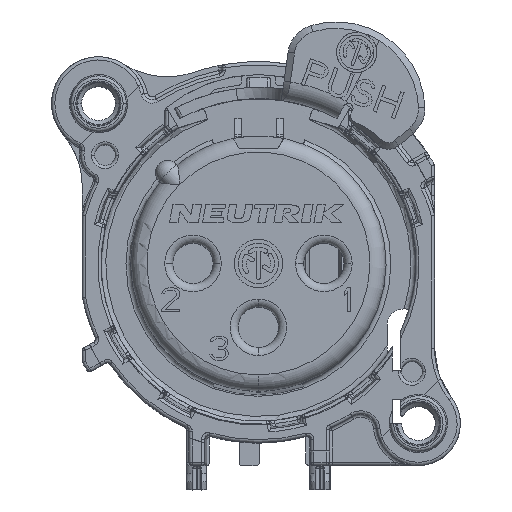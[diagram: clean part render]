
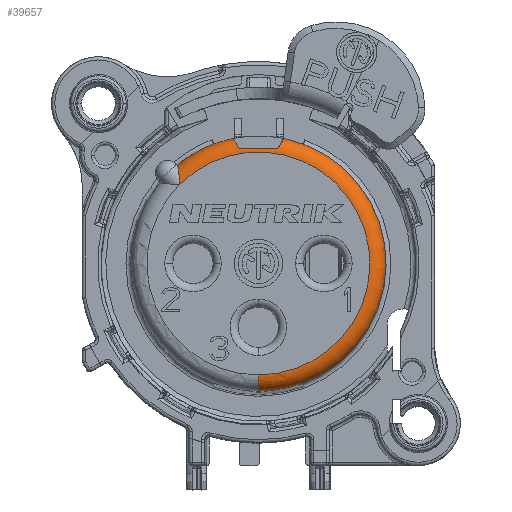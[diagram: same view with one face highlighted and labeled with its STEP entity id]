
A CAD part, top view. The second image highlights one B-rep face of the part: STEP entity #39657.
In plain terms, the highlighted toroidal (fillet/blend) face has major radius 6.9 mm and minor radius 1 mm.
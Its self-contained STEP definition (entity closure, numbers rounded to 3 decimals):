
#9142=CARTESIAN_POINT('',(0.,0.,2.7));
#9143=DIRECTION('',(0.,0.,-1.));
#9144=DIRECTION('',(0.199,0.98,0.));
#9145=AXIS2_PLACEMENT_3D('',#9142,#9143,#9144);
#9160=CARTESIAN_POINT('',(0.,0.,2.7));
#9161=DIRECTION('',(0.,0.,1.));
#9162=DIRECTION('',(-0.199,0.98,0.));
#9163=AXIS2_PLACEMENT_3D('',#9160,#9161,#9162);
#9295=CARTESIAN_POINT('',(0.,-6.9,2.7));
#9296=DIRECTION('',(1.,0.,0.));
#9297=DIRECTION('',(0.,0.,1.));
#9298=AXIS2_PLACEMENT_3D('',#9295,#9296,#9297);
#9300=CARTESIAN_POINT('',(0.,0.,3.7));
#9301=DIRECTION('',(0.,0.,1.));
#9302=DIRECTION('',(0.,-1.,0.));
#9303=AXIS2_PLACEMENT_3D('',#9300,#9301,#9302);
#9305=CARTESIAN_POINT('',(-4.879,4.879,3.7));
#9306=CARTESIAN_POINT('',(-4.887,4.99,3.7));
#9307=CARTESIAN_POINT('',(-4.901,5.202,3.679));
#9308=CARTESIAN_POINT('',(-4.918,5.484,3.595));
#9309=CARTESIAN_POINT('',(-4.935,5.714,3.471));
#9310=CARTESIAN_POINT('',(-4.953,5.895,3.313));
#9311=CARTESIAN_POINT('',(-4.978,6.019,3.129));
#9312=CARTESIAN_POINT('',(-4.997,6.058,3.009));
#9313=CARTESIAN_POINT('',(-5.008,6.069,2.95));
#9315=CARTESIAN_POINT('',(-5.008,6.069,2.95));
#9316=CARTESIAN_POINT('',(-5.016,6.076,2.909));
#9317=CARTESIAN_POINT('',(-5.027,6.087,2.826));
#9318=CARTESIAN_POINT('',(-5.031,6.091,2.742));
#9319=CARTESIAN_POINT('',(-5.031,6.091,2.7));
#9321=CARTESIAN_POINT('',(-1.2,7.1,3.654));
#9322=CARTESIAN_POINT('',(-1.244,7.176,3.628));
#9323=CARTESIAN_POINT('',(-1.324,7.315,3.558));
#9324=CARTESIAN_POINT('',(-1.429,7.497,3.397));
#9325=CARTESIAN_POINT('',(-1.51,7.637,3.191));
#9326=CARTESIAN_POINT('',(-1.561,7.725,2.944));
#9327=CARTESIAN_POINT('',(-1.571,7.742,2.782));
#9328=CARTESIAN_POINT('',(-1.571,7.742,2.7));
#9330=CARTESIAN_POINT('',(-1.2,7.1,3.654));
#9331=CARTESIAN_POINT('',(-0.94,7.1,3.667));
#9332=CARTESIAN_POINT('',(-0.415,7.1,3.681));
#9333=CARTESIAN_POINT('',(0.415,7.1,3.681));
#9334=CARTESIAN_POINT('',(0.94,7.1,3.667));
#9335=CARTESIAN_POINT('',(1.2,7.1,3.654));
#9337=CARTESIAN_POINT('',(1.571,7.742,2.7));
#9338=CARTESIAN_POINT('',(1.571,7.742,2.782));
#9339=CARTESIAN_POINT('',(1.561,7.725,2.943));
#9340=CARTESIAN_POINT('',(1.51,7.636,3.191));
#9341=CARTESIAN_POINT('',(1.43,7.498,3.396));
#9342=CARTESIAN_POINT('',(1.324,7.315,3.558));
#9343=CARTESIAN_POINT('',(1.244,7.176,3.628));
#9344=CARTESIAN_POINT('',(1.2,7.1,3.654));
#9346=CARTESIAN_POINT('',(0.,0.,2.7));
#9347=DIRECTION('',(0.,0.,1.));
#9348=DIRECTION('',(0.,-1.,0.));
#9349=AXIS2_PLACEMENT_3D('',#9346,#9347,#9348);
#21726=CARTESIAN_POINT('',(-5.031,6.091,2.7));
#21728=VERTEX_POINT('',#21726);
#21735=VERTEX_POINT('',#9315);
#21736=VERTEX_POINT('',#9305);
#21744=CARTESIAN_POINT('',(0.,-6.9,3.7));
#21745=VERTEX_POINT('',#21744);
#21746=CARTESIAN_POINT('',(-1.571,7.742,2.7));
#21747=VERTEX_POINT('',#21746);
#21748=VERTEX_POINT('',#9330);
#21749=VERTEX_POINT('',#9335);
#21750=VERTEX_POINT('',#9337);
#24777=CARTESIAN_POINT('',(2.702,-7.424,2.7));
#24778=VERTEX_POINT('',#24777);
#24779=CARTESIAN_POINT('',(0.,-7.9,2.7));
#24780=VERTEX_POINT('',#24779);
#39634=CARTESIAN_POINT('',(0.,0.,2.7));
#39635=DIRECTION('',(0.,0.,1.));
#39636=DIRECTION('',(0.,-1.,0.));
#39637=AXIS2_PLACEMENT_3D('',#39634,#39635,#39636);
#39638=TOROIDAL_SURFACE('',#39637,6.9,1.);
#39639=ORIENTED_EDGE('',*,*,#39621,.F.);
#39641=ORIENTED_EDGE('',*,*,#39640,.T.);
#39643=ORIENTED_EDGE('',*,*,#39642,.T.);
#39645=ORIENTED_EDGE('',*,*,#39644,.T.);
#39646=ORIENTED_EDGE('',*,*,#39423,.F.);
#39648=ORIENTED_EDGE('',*,*,#39647,.F.);
#39650=ORIENTED_EDGE('',*,*,#39649,.T.);
#39652=ORIENTED_EDGE('',*,*,#39651,.F.);
#39653=ORIENTED_EDGE('',*,*,#39415,.T.);
#39654=ORIENTED_EDGE('',*,*,#39607,.F.);
#39655=EDGE_LOOP('',(#39639,#39641,#39643,#39645,#39646,#39648,#39650,#39652,
#39653,#39654));
#39656=FACE_OUTER_BOUND('',#39655,.F.);
#39657=ADVANCED_FACE('',(#39656),#39638,.T.);
#9146=CIRCLE('',#9145,7.9);
#9164=CIRCLE('',#9163,7.9);
#9299=CIRCLE('',#9298,1.);
#9304=CIRCLE('',#9303,6.9);
#9314=B_SPLINE_CURVE_WITH_KNOTS('',3,(#9305,#9306,#9307,#9308,#9309,#9310,#9311,
#9312,#9313),.UNSPECIFIED.,.F.,.F.,(4,1,1,1,1,1,4),(0.,0.167,
0.333,0.5,0.667,0.833,1.),
.UNSPECIFIED.);
#9320=B_SPLINE_CURVE_WITH_KNOTS('',3,(#9315,#9316,#9317,#9318,#9319),
.UNSPECIFIED.,.F.,.F.,(4,1,4),(0.,0.5,1.),.UNSPECIFIED.);
#9329=B_SPLINE_CURVE_WITH_KNOTS('',3,(#9321,#9322,#9323,#9324,#9325,#9326,#9327,
#9328),.UNSPECIFIED.,.F.,.F.,(4,1,1,1,1,4),(0.,0.2,0.4,0.6,0.8,1.),
.UNSPECIFIED.);
#9336=B_SPLINE_CURVE_WITH_KNOTS('',3,(#9330,#9331,#9332,#9333,#9334,#9335),
.UNSPECIFIED.,.F.,.F.,(4,1,1,4),(0.,0.333,0.667,1.),
.UNSPECIFIED.);
#9345=B_SPLINE_CURVE_WITH_KNOTS('',3,(#9337,#9338,#9339,#9340,#9341,#9342,#9343,
#9344),.UNSPECIFIED.,.F.,.F.,(4,1,1,1,1,4),(0.,0.2,0.4,0.6,0.8,1.),
.UNSPECIFIED.);
#9350=CIRCLE('',#9349,7.9);
#39415=EDGE_CURVE('',#21750,#24778,#9146,.T.);
#39423=EDGE_CURVE('',#21747,#21728,#9164,.T.);
#39607=EDGE_CURVE('',#24780,#24778,#9350,.T.);
#39621=EDGE_CURVE('',#21745,#24780,#9299,.T.);
#39640=EDGE_CURVE('',#21745,#21736,#9304,.T.);
#39642=EDGE_CURVE('',#21736,#21735,#9314,.T.);
#39644=EDGE_CURVE('',#21735,#21728,#9320,.T.);
#39647=EDGE_CURVE('',#21748,#21747,#9329,.T.);
#39649=EDGE_CURVE('',#21748,#21749,#9336,.T.);
#39651=EDGE_CURVE('',#21750,#21749,#9345,.T.);
